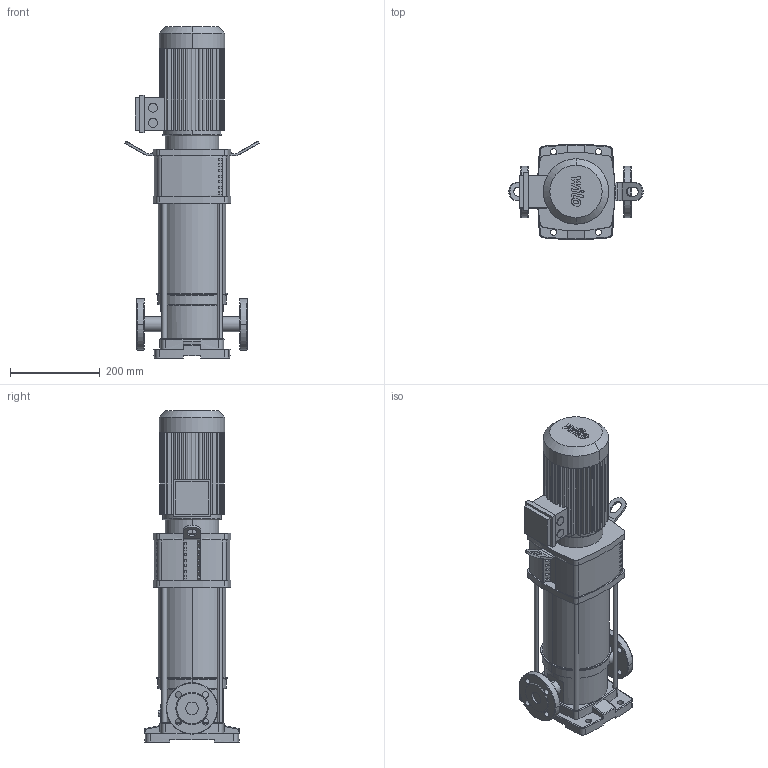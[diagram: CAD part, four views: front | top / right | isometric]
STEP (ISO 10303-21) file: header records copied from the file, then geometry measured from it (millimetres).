
FILE_DESCRIPTION((''),'2;1');
FILE_NAME('3d_HELIXV406-2_25_V_K-4160553.stp','2016-08-24T08:11:37',(''),(''),'Mechanical Desktop 2009','Mechanical Desktop 2009',', , ');
FILE_SCHEMA(('CONFIG_CONTROL_DESIGN'));
Length unit declared in the file: millimetre
Products named in the file (1): Product
Bounding box: 300 x 212 x 741.2 mm (x, y, z)
Volume: 12647664.9 mm3; surface area: 968486.3 mm2
Topology: 17 solids, 17 shells, 748 faces, 2046 edges, 1351 vertices
Faces by surface type: plane 306, bspline 237, cylinder 161, torus 24, cone 16, sphere 4
Entity records: 25247 total; most frequent: CARTESIAN_POINT 6217, ORIENTED_EDGE 4092, DIRECTION 3661, EDGE_CURVE 2046, VERTEX_POINT 1351, VECTOR 1319, LINE 1319, AXIS2_PLACEMENT_3D 1171
